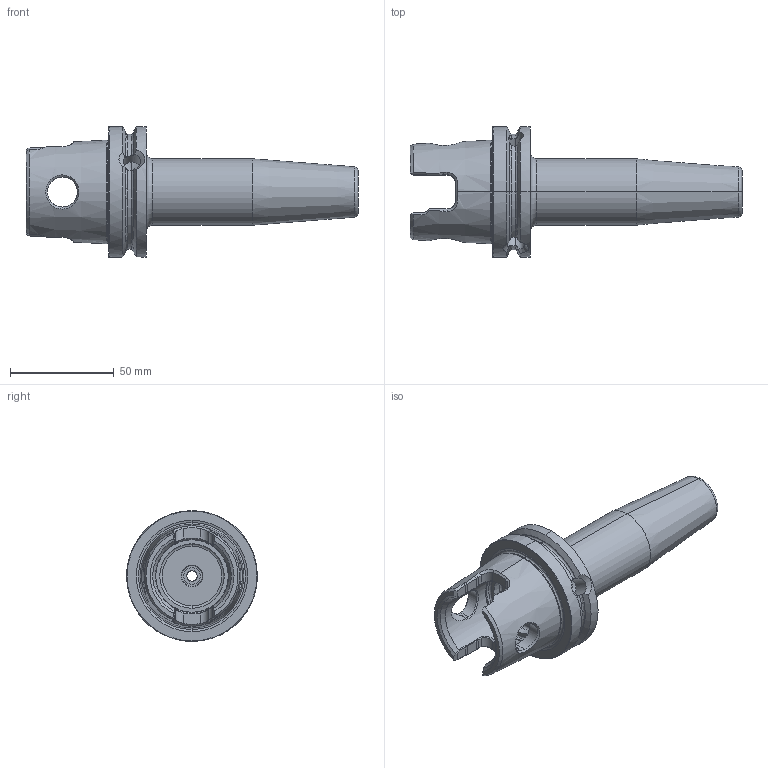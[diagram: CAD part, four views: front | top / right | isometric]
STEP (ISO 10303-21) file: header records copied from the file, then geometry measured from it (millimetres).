
FILE_DESCRIPTION (( 'STEP AP203' ), '1' );
FILE_NAME ('KY6.S12.K01.120.STEP', '2018-02-14T15:45:33', ( 'SWIAdmin' ), ( 'Hewlett-Packard Company' ), 'SwSTEP 2.0', 'SolidWorks 2017', '' );
FILE_SCHEMA (( 'CONFIG_CONTROL_DESIGN' ));
Length unit declared in the file: millimetre
Products named in the file (3): KY6-S12.K01.120_A; ERU-AN4.K01.020_A; KY6.S12.K01.120
Assembly tree (2 placements, depth 2):
  KY6.S12.K01.120
    KY6-S12.K01.120_A
    ERU-AN4.K01.020_A
Bounding box: 159.95 x 62.95 x 62.95 mm (x, y, z)
Volume: 143023.2 mm3; surface area: 33641.8 mm2
Topology: 2 solids, 2 shells, 272 faces, 681 edges, 412 vertices
Faces by surface type: plane 79, cylinder 60, cone 53, bspline 50, torus 30
Entity records: 10930 total; most frequent: CARTESIAN_POINT 4718, ORIENTED_EDGE 1350, DIRECTION 1055, EDGE_CURVE 675, AXIS2_PLACEMENT_3D 421, VERTEX_POINT 412, EDGE_LOOP 285, FACE_OUTER_BOUND 272
